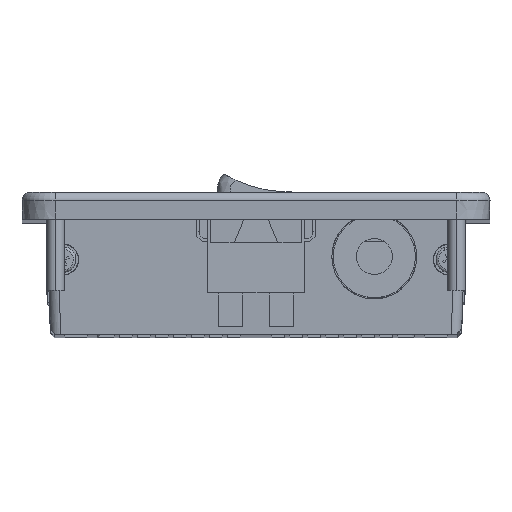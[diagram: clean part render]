
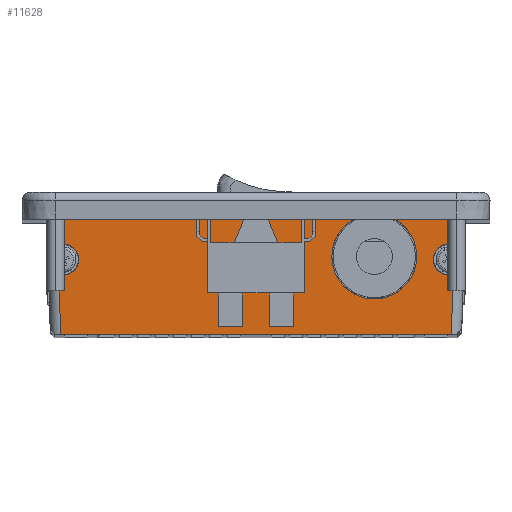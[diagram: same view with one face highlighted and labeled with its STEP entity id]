
A CAD part, top view. The second image highlights one B-rep face of the part: STEP entity #11628.
In plain terms, the highlighted face is planar.
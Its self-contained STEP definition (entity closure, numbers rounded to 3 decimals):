
#205 = LINE ( 'NONE', #14158, #13774 ) ;
#515 = DIRECTION ( 'NONE',  ( -0.035, 0.999, -0.035 ) ) ;
#716 = DIRECTION ( 'NONE',  ( 1., 0., 0. ) ) ;
#818 = EDGE_CURVE ( 'NONE', #14198, #7258, #3180, .T. ) ;
#848 = CARTESIAN_POINT ( 'NONE',  ( -31.25, -1.4, -1.293 ) ) ;
#966 = CARTESIAN_POINT ( 'NONE',  ( -14.75, 15.1, -1.869 ) ) ;
#1124 = CARTESIAN_POINT ( 'NONE',  ( -31.25, 15.1, -1.869 ) ) ;
#1372 = CARTESIAN_POINT ( 'NONE',  ( 38.367, 11.486, -1.743 ) ) ;
#1773 = CARTESIAN_POINT ( 'NONE',  ( -37.5, 17.521, -1.954 ) ) ;
#1774 = LINE ( 'NONE', #2780, #15769 ) ;
#2083 = VERTEX_POINT ( 'NONE', #4080 ) ;
#2137 = PLANE ( 'NONE',  #14960 ) ;
#2412 = LINE ( 'NONE', #15360, #12076 ) ;
#2559 = DIRECTION ( 'NONE',  ( 1., 0., 0. ) ) ;
#2614 = CARTESIAN_POINT ( 'NONE',  ( 38.804, 24., -2.18 ) ) ;
#2744 = CARTESIAN_POINT ( 'NONE',  ( 37.5, 11.486, -1.743 ) ) ;
#2780 = CARTESIAN_POINT ( 'NONE',  ( -37.5, 11.486, -1.743 ) ) ;
#3180 = LINE ( 'NONE', #5599, #9507 ) ;
#3224 = ORIENTED_EDGE ( 'NONE', *, *, #12036, .T. ) ;
#3363 = VERTEX_POINT ( 'NONE', #6889 ) ;
#3389 = FACE_OUTER_BOUND ( 'NONE', #8318, .T. ) ;
#3600 = EDGE_CURVE ( 'NONE', #8608, #14965, #12344, .T. ) ;
#3839 = CARTESIAN_POINT ( 'NONE',  ( -37.5, 17.521, -1.954 ) ) ;
#3880 = CARTESIAN_POINT ( 'NONE',  ( 37.5, 17.521, -1.954 ) ) ;
#3900 = CARTESIAN_POINT ( 'NONE',  ( -31.465, 17.521, -1.954 ) ) ;
#4080 = CARTESIAN_POINT ( 'NONE',  ( -31.25, 15.1, -1.869 ) ) ;
#4428 = CARTESIAN_POINT ( 'NONE',  ( -31.25, 15.1, -1.869 ) ) ;
#4551 = EDGE_CURVE ( 'NONE', #10601, #2083, #10542, .T. ) ;
#4724 = VERTEX_POINT ( 'NONE', #5265 ) ;
#5129 = CARTESIAN_POINT ( 'NONE',  ( -37.5, 11.486, -1.743 ) ) ;
#5211 = DIRECTION ( 'NONE',  ( -1., 0., 0. ) ) ;
#5265 = CARTESIAN_POINT ( 'NONE',  ( -37.5, 17.521, -1.954 ) ) ;
#5315 = EDGE_CURVE ( 'NONE', #12322, #13579, #12453, .T. ) ;
#5330 = VECTOR ( 'NONE', #2559, 1000. ) ;
#5376 = VERTEX_POINT ( 'NONE', #1372 ) ;
#5446 = DIRECTION ( 'NONE',  ( -1., 0., 0. ) ) ;
#5599 = CARTESIAN_POINT ( 'NONE',  ( -40., 24., -2.18 ) ) ;
#5922 = VECTOR ( 'NONE', #5211, 1000. ) ;
#6185 = CARTESIAN_POINT ( 'NONE',  ( 31.465, 11.486, -1.743 ) ) ;
#6289 = LINE ( 'NONE', #12765, #10611 ) ;
#6324 = EDGE_CURVE ( 'NONE', #5376, #3363, #15407, .T. ) ;
#6535 = CARTESIAN_POINT ( 'NONE',  ( -37.966, 0., -1.342 ) ) ;
#6696 = ORIENTED_EDGE ( 'NONE', *, *, #13006, .T. ) ;
#6754 = CARTESIAN_POINT ( 'NONE',  ( 37.5, 17.521, -1.954 ) ) ;
#6888 = EDGE_CURVE ( 'NONE', #9425, #7258, #2412, .T. ) ;
#6889 = CARTESIAN_POINT ( 'NONE',  ( 37.966, 0., -1.342 ) ) ;
#6907 = EDGE_CURVE ( 'NONE', #9425, #4724, #7173, .T. ) ;
#6918 = LINE ( 'NONE', #15437, #5330 ) ;
#7173 = LINE ( 'NONE', #1773, #8733 ) ;
#7258 = VERTEX_POINT ( 'NONE', #12575 ) ;
#7469 = ORIENTED_EDGE ( 'NONE', *, *, #13589, .F. ) ;
#7589 = ORIENTED_EDGE ( 'NONE', *, *, #6324, .T. ) ;
#7817 = DIRECTION ( 'NONE',  ( -0.035, -0.999, 0.035 ) ) ;
#8137 = DIRECTION ( 'NONE',  ( -1., 0., 0. ) ) ;
#8318 = EDGE_LOOP ( 'NONE', ( #14106, #7589, #7469, #14770, #10019, #12399, #12148, #15573, #10124, #3224, #6696, #8514 ) ) ;
#8352 = CARTESIAN_POINT ( 'NONE',  ( -14.75, -1.4, -1.293 ) ) ;
#8458 = CARTESIAN_POINT ( 'NONE',  ( -14.75, 15.1, -1.869 ) ) ;
#8514 = ORIENTED_EDGE ( 'NONE', *, *, #5315, .T. ) ;
#8593 = ORIENTED_EDGE ( 'NONE', *, *, #4551, .T. ) ;
#8608 = VERTEX_POINT ( 'NONE', #6535 ) ;
#8733 = VECTOR ( 'NONE', #10608, 1000. ) ;
#8826 = VECTOR ( 'NONE', #10797, 1000. ) ;
#9032 = EDGE_CURVE ( 'NONE', #4724, #12384, #14864, .T. ) ;
#9238 = CARTESIAN_POINT ( 'NONE',  ( 38.578, 17.521, -1.954 ) ) ;
#9361 = VECTOR ( 'NONE', #12560, 1000. ) ;
#9425 = VERTEX_POINT ( 'NONE', #13460 ) ;
#9507 = VECTOR ( 'NONE', #8137, 1000. ) ;
#9903 = CARTESIAN_POINT ( 'NONE',  ( -14.75, 31.6, -2.446 ) ) ;
#10019 = ORIENTED_EDGE ( 'NONE', *, *, #12061, .F. ) ;
#10124 = ORIENTED_EDGE ( 'NONE', *, *, #818, .F. ) ;
#10528 = CARTESIAN_POINT ( 'NONE',  ( -38.367, 11.486, -1.743 ) ) ;
#10542 =( BOUNDED_CURVE ( )  B_SPLINE_CURVE ( 3, ( #966, #9903, #13707, #1124 ),
 .UNSPECIFIED., .F., .F. ) 
 B_SPLINE_CURVE_WITH_KNOTS ( ( 4, 4 ),
 ( 4.712, 7.854 ),
 .UNSPECIFIED. ) 
 CURVE ( )  GEOMETRIC_REPRESENTATION_ITEM ( )  RATIONAL_B_SPLINE_CURVE ( ( 1., 0.333, 0.333, 1. ) ) 
 REPRESENTATION_ITEM ( '' )  );
#10601 = VERTEX_POINT ( 'NONE', #14772 ) ;
#10608 = DIRECTION ( 'NONE',  ( 1., 0., 0. ) ) ;
#10611 = VECTOR ( 'NONE', #14011, 1000. ) ;
#10688 = CARTESIAN_POINT ( 'NONE',  ( -37.969, 0.071, -1.345 ) ) ;
#10797 = DIRECTION ( 'NONE',  ( -0.035, 0.999, -0.035 ) ) ;
#10944 = VERTEX_POINT ( 'NONE', #9238 ) ;
#11186 = CARTESIAN_POINT ( 'NONE',  ( 31.465, 17.521, -1.954 ) ) ;
#11628 = ADVANCED_FACE ( 'NONE', ( #15182, #3389 ), #2137, .F. ) ;
#12036 = EDGE_CURVE ( 'NONE', #14198, #10944, #205, .T. ) ;
#12061 = EDGE_CURVE ( 'NONE', #12384, #14965, #1774, .T. ) ;
#12076 = VECTOR ( 'NONE', #515, 1000. ) ;
#12111 = CARTESIAN_POINT ( 'NONE',  ( -40., 0., -1.342 ) ) ;
#12148 = ORIENTED_EDGE ( 'NONE', *, *, #6907, .F. ) ;
#12247 = EDGE_CURVE ( 'NONE', #13579, #5376, #6918, .T. ) ;
#12322 = VERTEX_POINT ( 'NONE', #3880 ) ;
#12344 = LINE ( 'NONE', #10688, #8826 ) ;
#12384 = VERTEX_POINT ( 'NONE', #5129 ) ;
#12399 = ORIENTED_EDGE ( 'NONE', *, *, #9032, .F. ) ;
#12453 =( BOUNDED_CURVE ( )  B_SPLINE_CURVE ( 3, ( #16183, #11186, #6185, #16323 ),
 .UNSPECIFIED., .F., .F. ) 
 B_SPLINE_CURVE_WITH_KNOTS ( ( 4, 4 ),
 ( 0., 3.142 ),
 .UNSPECIFIED. ) 
 CURVE ( )  GEOMETRIC_REPRESENTATION_ITEM ( )  RATIONAL_B_SPLINE_CURVE ( ( 1., 0.333, 0.333, 1. ) ) 
 REPRESENTATION_ITEM ( '' )  );
#12560 = DIRECTION ( 'NONE',  ( -0.035, -0.999, 0.035 ) ) ;
#12575 = CARTESIAN_POINT ( 'NONE',  ( -38.804, 24., -2.18 ) ) ;
#12713 = CARTESIAN_POINT ( 'NONE',  ( -31.465, 11.486, -1.743 ) ) ;
#12765 = CARTESIAN_POINT ( 'NONE',  ( -40., 0., -1.342 ) ) ;
#12778 = LINE ( 'NONE', #6754, #5922 ) ;
#13006 = EDGE_CURVE ( 'NONE', #10944, #12322, #12778, .T. ) ;
#13108 = EDGE_CURVE ( 'NONE', #2083, #10601, #15157, .T. ) ;
#13460 = CARTESIAN_POINT ( 'NONE',  ( -38.578, 17.521, -1.954 ) ) ;
#13579 = VERTEX_POINT ( 'NONE', #2744 ) ;
#13589 = EDGE_CURVE ( 'NONE', #8608, #3363, #6289, .T. ) ;
#13690 = CARTESIAN_POINT ( 'NONE',  ( 38.004, 1.07, -1.379 ) ) ;
#13707 = CARTESIAN_POINT ( 'NONE',  ( -31.25, 31.6, -2.446 ) ) ;
#13774 = VECTOR ( 'NONE', #7817, 1000. ) ;
#13947 = CARTESIAN_POINT ( 'NONE',  ( -37.5, 11.486, -1.743 ) ) ;
#14011 = DIRECTION ( 'NONE',  ( 1., 0., 0. ) ) ;
#14106 = ORIENTED_EDGE ( 'NONE', *, *, #12247, .T. ) ;
#14158 = CARTESIAN_POINT ( 'NONE',  ( 38.581, 17.591, -1.956 ) ) ;
#14198 = VERTEX_POINT ( 'NONE', #2614 ) ;
#14770 = ORIENTED_EDGE ( 'NONE', *, *, #3600, .T. ) ;
#14772 = CARTESIAN_POINT ( 'NONE',  ( -14.75, 15.1, -1.869 ) ) ;
#14864 =( BOUNDED_CURVE ( )  B_SPLINE_CURVE ( 3, ( #3839, #3900, #12713, #13947 ),
 .UNSPECIFIED., .F., .F. ) 
 B_SPLINE_CURVE_WITH_KNOTS ( ( 4, 4 ),
 ( 0., 3.142 ),
 .UNSPECIFIED. ) 
 CURVE ( )  GEOMETRIC_REPRESENTATION_ITEM ( )  RATIONAL_B_SPLINE_CURVE ( ( 1., 0.333, 0.333, 1. ) ) 
 REPRESENTATION_ITEM ( '' )  );
#14960 = AXIS2_PLACEMENT_3D ( 'NONE', #12111, #16072, #716 ) ;
#14965 = VERTEX_POINT ( 'NONE', #10528 ) ;
#15157 =( BOUNDED_CURVE ( )  B_SPLINE_CURVE ( 3, ( #4428, #848, #8352, #8458 ),
 .UNSPECIFIED., .F., .F. ) 
 B_SPLINE_CURVE_WITH_KNOTS ( ( 4, 4 ),
 ( 1.571, 4.712 ),
 .UNSPECIFIED. ) 
 CURVE ( )  GEOMETRIC_REPRESENTATION_ITEM ( )  RATIONAL_B_SPLINE_CURVE ( ( 1., 0.333, 0.333, 1. ) ) 
 REPRESENTATION_ITEM ( '' )  );
#15182 = FACE_BOUND ( 'NONE', #15813, .T. ) ;
#15236 = ORIENTED_EDGE ( 'NONE', *, *, #13108, .T. ) ;
#15360 = CARTESIAN_POINT ( 'NONE',  ( -37.969, 0.071, -1.345 ) ) ;
#15407 = LINE ( 'NONE', #13690, #9361 ) ;
#15437 = CARTESIAN_POINT ( 'NONE',  ( 37.5, 11.486, -1.743 ) ) ;
#15573 = ORIENTED_EDGE ( 'NONE', *, *, #6888, .T. ) ;
#15769 = VECTOR ( 'NONE', #5446, 1000. ) ;
#15813 = EDGE_LOOP ( 'NONE', ( #15236, #8593 ) ) ;
#16072 = DIRECTION ( 'NONE',  ( 0., 0.035, 0.999 ) ) ;
#16183 = CARTESIAN_POINT ( 'NONE',  ( 37.5, 17.521, -1.954 ) ) ;
#16323 = CARTESIAN_POINT ( 'NONE',  ( 37.5, 11.486, -1.743 ) ) ;
